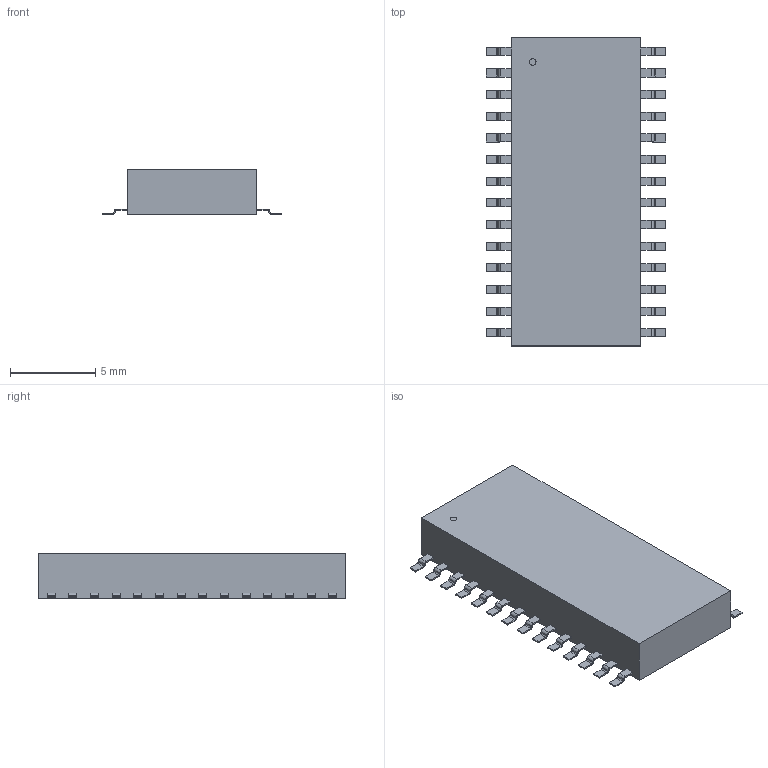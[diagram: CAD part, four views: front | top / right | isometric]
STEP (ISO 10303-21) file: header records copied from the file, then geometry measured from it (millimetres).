
FILE_DESCRIPTION(('STEP AP214'),'1');
FILE_NAME('SO28_FRE','2024-10-29T05:07:47',(''),(''),'','','');
FILE_SCHEMA(('AUTOMOTIVE_DESIGN'));
Length unit declared in the file: millimetre
Products named in the file (1): product
Bounding box: 10.54 x 18.06 x 2.64 mm (x, y, z)
Volume: 364.1 mm3; surface area: 462.6 mm2
Topology: 30 solids, 30 shells, 401 faces, 1023 edges, 682 vertices
Faces by surface type: plane 288, cylinder 113
Full cylindrical faces by diameter (mm): 0.38 x1
Entity records: 11685 total; most frequent: DIRECTION 2054, ORIENTED_EDGE 2044, CARTESIAN_POINT 1199, EDGE_CURVE 1022, LINE 796, VECTOR 796, VERTEX_POINT 682, AXIS2_PLACEMENT_3D 629
